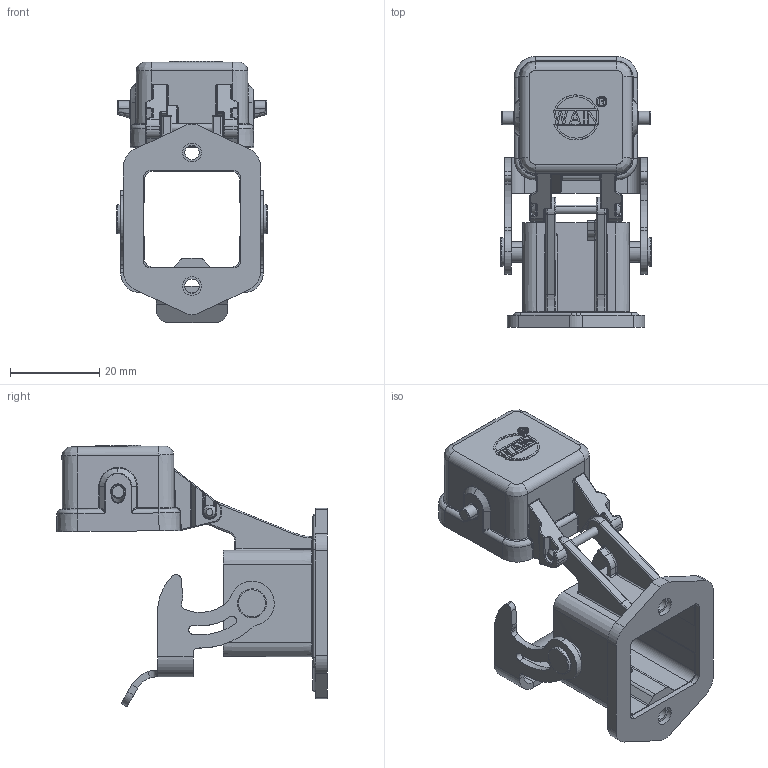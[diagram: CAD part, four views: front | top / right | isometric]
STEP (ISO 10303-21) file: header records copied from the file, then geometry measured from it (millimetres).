
FILE_DESCRIPTION (( 'STEP AP203' ), '1' );
FILE_NAME ('H3A-BK-1L_W-MCV_M_V1.0.STEP', '2017-05-28T07:24:40', ( '微软用户' ), ( '微软中国' ), 'SwSTEP 2.0', 'SolidWorks 2012', '' );
FILE_SCHEMA (( 'CONFIG_CONTROL_DESIGN' ));
Length unit declared in the file: millimetre
Products named in the file (1): H3A-BK-1L_W-MCV_M_V1.0
Bounding box: 33.9 x 60.73 x 58.72 mm (x, y, z)
Volume: 10228.9 mm3; surface area: 14434.9 mm2
Topology: 1 solids, 1 shells, 781 faces, 1900 edges, 1144 vertices
Faces by surface type: cylinder 303, plane 258, bspline 135, torus 44, cone 35, sphere 6
Entity records: 26797 total; most frequent: CARTESIAN_POINT 9216, ORIENTED_EDGE 3788, DIRECTION 3520, EDGE_CURVE 1894, AXIS2_PLACEMENT_3D 1284, VERTEX_POINT 1144, LINE 952, VECTOR 952
